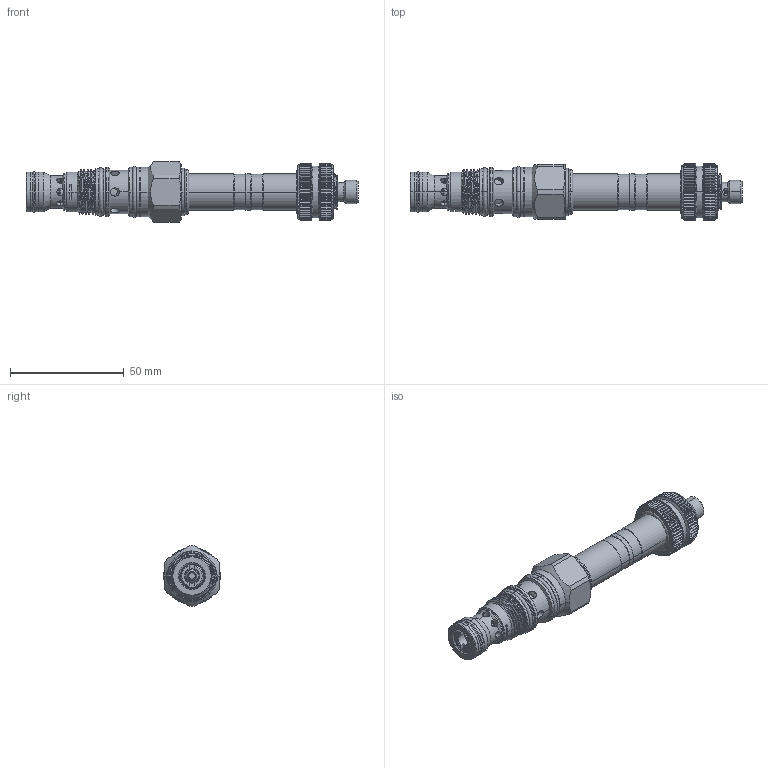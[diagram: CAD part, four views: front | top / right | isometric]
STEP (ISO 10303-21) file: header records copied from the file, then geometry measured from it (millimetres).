
FILE_DESCRIPTION (( 'STEP AP203' ), '1' );
FILE_NAME ('EP11A3C54M04.STEP', '2022-06-15T07:44:15', ( '' ), ( '' ), 'SwSTEP 2.0', 'SolidWorks 2018', '' );
FILE_SCHEMA (( 'CONFIG_CONTROL_DESIGN' ));
Products named in the file (1): EP11A3C54M04
Bounding box: 146.05 x 25 x 26.69 mm (x, y, z)
Volume: 39274.9 mm3; surface area: 15080.6 mm2
Topology: 6 solids, 6 shells, 1202 faces, 3165 edges, 1998 vertices
Faces by surface type: cylinder 519, plane 444, cone 186, bspline 29, torus 24
Entity records: 48555 total; most frequent: CARTESIAN_POINT 20070, ORIENTED_EDGE 6330, DIRECTION 5547, EDGE_CURVE 3165, AXIS2_PLACEMENT_3D 2159, VERTEX_POINT 1998, EDGE_LOOP 1251, VECTOR 1229
